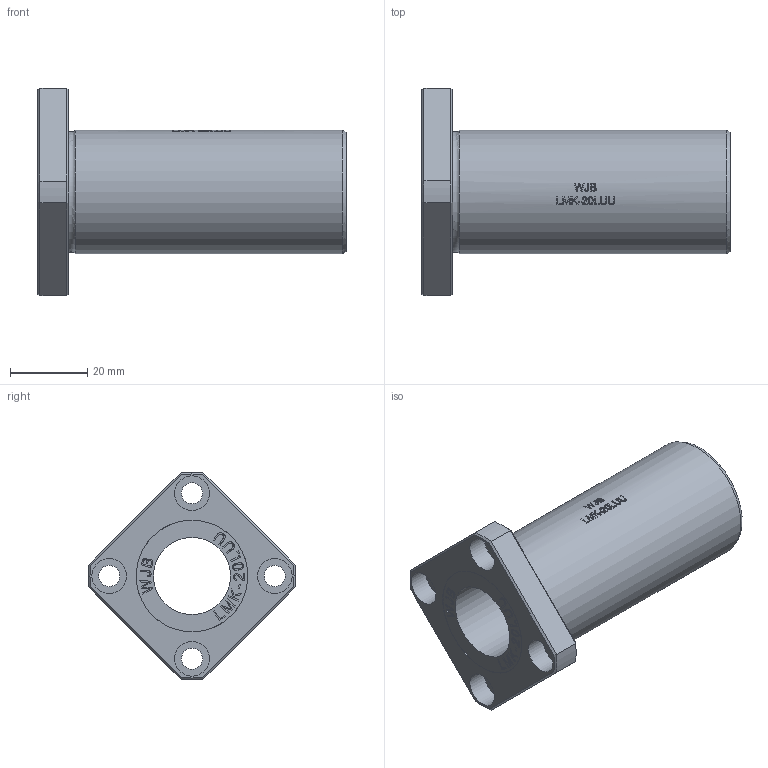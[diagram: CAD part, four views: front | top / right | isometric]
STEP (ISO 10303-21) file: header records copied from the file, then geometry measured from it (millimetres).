
FILE_DESCRIPTION(/* description */ (''),/* implementation_level */ '2;1');
FILE_NAME(/* name */ 'WJB-LMK-20LUU.stp',/* time_stamp */ '2018-09-14T23:23:50+08:00',/* author */ (''),/* organization */ (''),/* preprocessor_version */ 'ST-DEVELOPER v11',/* originating_system */ 'SIEMENS UGS NX 6.0',/* authorisation */ '');
FILE_SCHEMA (('CONFIG_CONTROL_DESIGN'));
Length unit declared in the file: millimetre
Products named in the file (1): WJB-LMK-20LUU
Bounding box: 80 x 53.97 x 53.97 mm (x, y, z)
Volume: 44821.9 mm3; surface area: 16917.8 mm2
Topology: 1 solids, 1 shells, 365 faces, 942 edges, 631 vertices
Faces by surface type: plane 237, extrusion 87, cylinder 31, cone 8, torus 2
Full cylindrical faces by diameter (mm): 5.5 x4, 9 x4, 20 x1, 29 x2, 32 x1
Entity records: 14157 total; most frequent: CARTESIAN_POINT 5773, ORIENTED_EDGE 1856, DIRECTION 1320, EDGE_CURVE 928, VERTEX_POINT 631, VECTOR 544, LINE 457, B_SPLINE_CURVE_WITH_KNOTS 449
